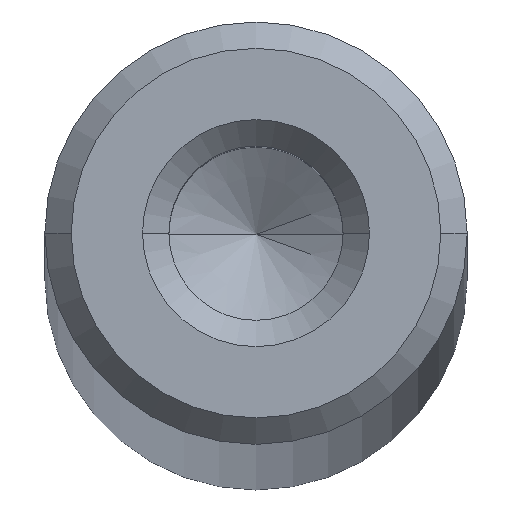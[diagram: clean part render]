
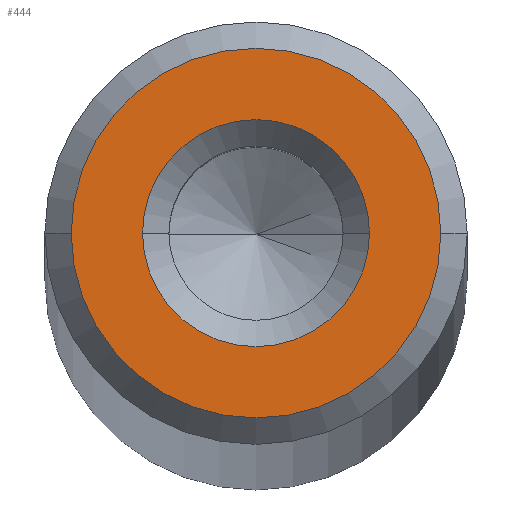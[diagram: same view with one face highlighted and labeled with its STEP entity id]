
A CAD part, top view. The second image highlights one B-rep face of the part: STEP entity #444.
In plain terms, the highlighted planar face has unit normal (0, 0, 1).
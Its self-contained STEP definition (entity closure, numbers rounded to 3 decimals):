
#1 = DIRECTION ( 'NONE',  ( 1., 0., 0. ) ) ;
#3 = VERTEX_POINT ( 'NONE', #403 ) ;
#4 = DIRECTION ( 'NONE',  ( 1., 0., 0. ) ) ;
#37 = ORIENTED_EDGE ( 'NONE', *, *, #417, .T. ) ;
#54 = FACE_OUTER_BOUND ( 'NONE', #140, .T. ) ;
#75 = AXIS2_PLACEMENT_3D ( 'NONE', #371, #99, #415 ) ;
#77 = AXIS2_PLACEMENT_3D ( 'NONE', #567, #282, #4 ) ;
#83 = AXIS2_PLACEMENT_3D ( 'NONE', #564, #281, #1 ) ;
#87 = AXIS2_PLACEMENT_3D ( 'NONE', #148, #462, #194 ) ;
#88 = EDGE_LOOP ( 'NONE', ( #37, #261 ) ) ;
#92 = CARTESIAN_POINT ( 'NONE',  ( -2.15, 0., 248. ) ) ;
#99 = DIRECTION ( 'NONE',  ( 0., 0., 1. ) ) ;
#100 = AXIS2_PLACEMENT_3D ( 'NONE', #510, #233, #558 ) ;
#112 = CARTESIAN_POINT ( 'NONE',  ( -3.5, 0., 248. ) ) ;
#140 = EDGE_LOOP ( 'NONE', ( #152, #218 ) ) ;
#146 = PLANE ( 'NONE',  #83 ) ;
#148 = CARTESIAN_POINT ( 'NONE',  ( 0., 0., 248. ) ) ;
#152 = ORIENTED_EDGE ( 'NONE', *, *, #449, .T. ) ;
#194 = DIRECTION ( 'NONE',  ( 1., 0., 0. ) ) ;
#207 = VERTEX_POINT ( 'NONE', #579 ) ;
#218 = ORIENTED_EDGE ( 'NONE', *, *, #454, .T. ) ;
#233 = DIRECTION ( 'NONE',  ( 0., 0., -1. ) ) ;
#261 = ORIENTED_EDGE ( 'NONE', *, *, #453, .T. ) ;
#281 = DIRECTION ( 'NONE',  ( 0., 0., 1. ) ) ;
#282 = DIRECTION ( 'NONE',  ( 0., 0., -1. ) ) ;
#287 = CIRCLE ( 'NONE', #75, 3.5 ) ;
#305 = FACE_BOUND ( 'NONE', #88, .T. ) ;
#306 = CIRCLE ( 'NONE', #100, 2.15 ) ;
#371 = CARTESIAN_POINT ( 'NONE',  ( 0., 0., 248. ) ) ;
#396 = VERTEX_POINT ( 'NONE', #92 ) ;
#403 = CARTESIAN_POINT ( 'NONE',  ( 3.5, 0., 248. ) ) ;
#406 = CIRCLE ( 'NONE', #87, 3.5 ) ;
#415 = DIRECTION ( 'NONE',  ( 1., 0., 0. ) ) ;
#417 = EDGE_CURVE ( 'NONE', #207, #396, #306, .T. ) ;
#444 = ADVANCED_FACE ( 'NONE', ( #305, #54 ), #146, .T. ) ;
#449 = EDGE_CURVE ( 'NONE', #545, #3, #406, .T. ) ;
#453 = EDGE_CURVE ( 'NONE', #396, #207, #549, .T. ) ;
#454 = EDGE_CURVE ( 'NONE', #3, #545, #287, .T. ) ;
#462 = DIRECTION ( 'NONE',  ( 0., 0., 1. ) ) ;
#510 = CARTESIAN_POINT ( 'NONE',  ( 0., 0., 248. ) ) ;
#545 = VERTEX_POINT ( 'NONE', #112 ) ;
#549 = CIRCLE ( 'NONE', #77, 2.15 ) ;
#558 = DIRECTION ( 'NONE',  ( 1., 0., 0. ) ) ;
#564 = CARTESIAN_POINT ( 'NONE',  ( 0., 0., 248. ) ) ;
#567 = CARTESIAN_POINT ( 'NONE',  ( 0., 0., 248. ) ) ;
#579 = CARTESIAN_POINT ( 'NONE',  ( 2.15, 0., 248. ) ) ;
